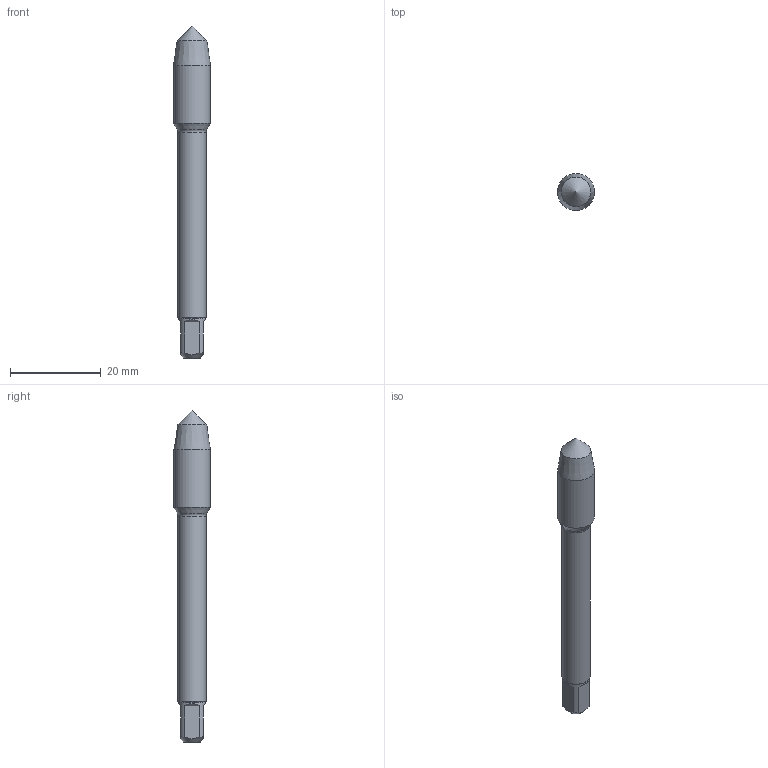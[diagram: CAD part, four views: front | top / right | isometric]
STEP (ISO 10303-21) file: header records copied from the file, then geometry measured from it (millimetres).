
FILE_DESCRIPTION(/* description */ (''),/* implementation_level */ '2;1');
FILE_NAME(/* name */ 'D606_20221007_070104_TB_1.STP',/* time_stamp */ '2022-10-07T07:02:16+02:00',/* author */ (''),/* organization */ ('SMS'),/* preprocessor_version */ 'ST-DEVELOPER v16.7',/* originating_system */ 'SIEMENS PLM Software NX 12.0',/* authorisation */ '');
FILE_SCHEMA (('AUTOMOTIVE_DESIGN { 1 0 10303 214 3 1 1 1 }'));
Length unit declared in the file: millimetre
Products named in the file (1): D606_20221007_070104_TB_1
Bounding box: 8.14 x 8.14 x 73.11 mm (x, y, z)
Volume: 2445.7 mm3; surface area: 1518.8 mm2
Topology: 1 solids, 1 shells, 18 faces, 88 edges, 119 vertices
Faces by surface type: plane 9, cone 5, cylinder 3, torus 1
Full cylindrical faces by diameter (mm): 5.952 x1, 6.2 x1, 8.141 x1
Entity records: 910 total; most frequent: CARTESIAN_POINT 144, DIRECTION 123, ORIENTED_EDGE 64, LINE 53, VECTOR 53, STYLED_ITEM 49, PRESENTATION_STYLE_ASSIGNMENT 49, CURVE_STYLE 41
